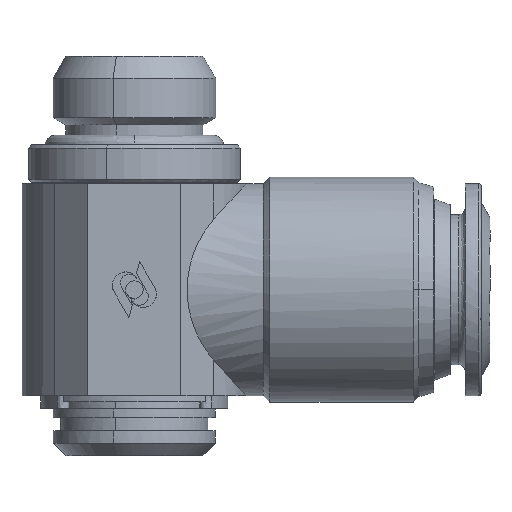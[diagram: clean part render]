
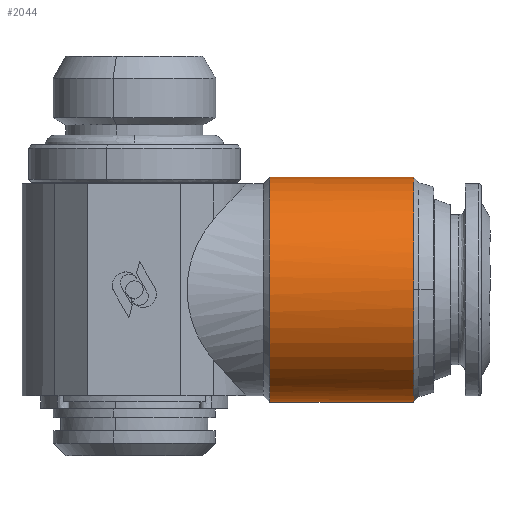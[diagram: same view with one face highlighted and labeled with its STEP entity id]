
A CAD part, front view. The second image highlights one B-rep face of the part: STEP entity #2044.
In plain terms, the highlighted free-form (B-spline) face has degree [1, 3] with [2, 4] control points.
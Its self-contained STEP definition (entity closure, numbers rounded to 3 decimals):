
#123 = CARTESIAN_POINT ( 'NONE',  ( -46.128, -15.103, -23. ) ) ;
#144 = CARTESIAN_POINT ( 'NONE',  ( -46.128, -24.103, -8.728 ) ) ;
#474 = CARTESIAN_POINT ( 'NONE',  ( -57.65, -33.103, -23. ) ) ;
#581 = CARTESIAN_POINT ( 'NONE',  ( -46.128, -33.103, -5. ) ) ;
#644 = CARTESIAN_POINT ( 'NONE',  ( -46.128, -15.103, -23. ) ) ;
#693 = CARTESIAN_POINT ( 'NONE',  ( -46.128, -15.103, -23. ) ) ;
#783 = ORIENTED_EDGE ( 'NONE', *, *, #2193, .T. ) ;
#904 =( BOUNDED_SURFACE ( )  B_SPLINE_SURFACE ( 1, 3, ( 
 ( #994, #6395, #474, #4245 ),
 ( #3773, #581, #3868, #3291 ) ),
 .UNSPECIFIED., .F., .F., .F. ) 
 B_SPLINE_SURFACE_WITH_KNOTS ( ( 2, 2 ),
 ( 4, 4 ),
 ( 0., 1. ),
 ( 0., 1. ),
 .UNSPECIFIED. ) 
 GEOMETRIC_REPRESENTATION_ITEM ( )  RATIONAL_B_SPLINE_SURFACE ( (
 ( 1., 0.333, 0.333, 1.),
 ( 1., 0.333, 0.333, 1.) ) ) 
 REPRESENTATION_ITEM ( '' )  SURFACE ( )  );
#994 = CARTESIAN_POINT ( 'NONE',  ( -57.65, -15.103, -5. ) ) ;
#1121 = EDGE_CURVE ( 'NONE', #1939, #4804, #4335, .T. ) ;
#1160 = ORIENTED_EDGE ( 'NONE', *, *, #2181, .F. ) ;
#1439 = ORIENTED_EDGE ( 'NONE', *, *, #6830, .T. ) ;
#1512 = FACE_OUTER_BOUND ( 'NONE', #2380, .T. ) ;
#1726 = CARTESIAN_POINT ( 'NONE',  ( -46.128, -20.375, -5. ) ) ;
#1925 =( BOUNDED_CURVE ( )  B_SPLINE_CURVE ( 3, ( #3909, #1726, #144, #5567 ),
 .UNSPECIFIED., .F., .F. ) 
 B_SPLINE_CURVE_WITH_KNOTS ( ( 4, 4 ),
 ( -1.571, 0. ),
 .UNSPECIFIED. ) 
 CURVE ( )  GEOMETRIC_REPRESENTATION_ITEM ( )  RATIONAL_B_SPLINE_CURVE ( ( 1., 0.805, 0.805, 1. ) ) 
 REPRESENTATION_ITEM ( '' )  );
#1939 = VERTEX_POINT ( 'NONE', #6310 ) ;
#1982 = CARTESIAN_POINT ( 'NONE',  ( -46.128, -15.103, -5. ) ) ;
#1984 = B_SPLINE_CURVE_WITH_KNOTS ( 'NONE', 1,
 ( #3888, #644 ),
 .UNSPECIFIED., .F., .F.,
 ( 2, 2 ),
 ( -1., 0. ),
 .UNSPECIFIED. ) ;
#2044 = ADVANCED_FACE ( 'NONE', ( #1512 ), #904, .F. ) ;
#2061 = VERTEX_POINT ( 'NONE', #3222 ) ;
#2181 = EDGE_CURVE ( 'NONE', #2061, #5024, #1925, .T. ) ;
#2193 = EDGE_CURVE ( 'NONE', #4804, #4439, #1984, .T. ) ;
#2380 = EDGE_LOOP ( 'NONE', ( #6282, #783, #4970, #1160, #1439 ) ) ;
#2974 = CARTESIAN_POINT ( 'NONE',  ( -57.65, -33.103, -5. ) ) ;
#3222 = CARTESIAN_POINT ( 'NONE',  ( -46.128, -15.103, -5. ) ) ;
#3291 = CARTESIAN_POINT ( 'NONE',  ( -46.128, -15.103, -23. ) ) ;
#3323 = CARTESIAN_POINT ( 'NONE',  ( -46.128, -20.375, -23. ) ) ;
#3656 =( BOUNDED_CURVE ( )  B_SPLINE_CURVE ( 3, ( #6083, #3895, #3323, #123 ),
 .UNSPECIFIED., .F., .F. ) 
 B_SPLINE_CURVE_WITH_KNOTS ( ( 4, 4 ),
 ( -1.571, 0. ),
 .UNSPECIFIED. ) 
 CURVE ( )  GEOMETRIC_REPRESENTATION_ITEM ( )  RATIONAL_B_SPLINE_CURVE ( ( 1., 0.805, 0.805, 1. ) ) 
 REPRESENTATION_ITEM ( '' )  );
#3773 = CARTESIAN_POINT ( 'NONE',  ( -46.128, -15.103, -5. ) ) ;
#3868 = CARTESIAN_POINT ( 'NONE',  ( -46.128, -33.103, -23. ) ) ;
#3888 = CARTESIAN_POINT ( 'NONE',  ( -57.65, -15.103, -23. ) ) ;
#3895 = CARTESIAN_POINT ( 'NONE',  ( -46.128, -24.103, -19.272 ) ) ;
#3909 = CARTESIAN_POINT ( 'NONE',  ( -46.128, -15.103, -5. ) ) ;
#4245 = CARTESIAN_POINT ( 'NONE',  ( -57.65, -15.103, -23. ) ) ;
#4335 =( BOUNDED_CURVE ( )  B_SPLINE_CURVE ( 3, ( #5751, #2974, #6194, #6741 ),
 .UNSPECIFIED., .F., .F. ) 
 B_SPLINE_CURVE_WITH_KNOTS ( ( 4, 4 ),
 ( -3.142, 0. ),
 .UNSPECIFIED. ) 
 CURVE ( )  GEOMETRIC_REPRESENTATION_ITEM ( )  RATIONAL_B_SPLINE_CURVE ( ( 1., 0.333, 0.333, 1. ) ) 
 REPRESENTATION_ITEM ( '' )  );
#4439 = VERTEX_POINT ( 'NONE', #693 ) ;
#4652 = CARTESIAN_POINT ( 'NONE',  ( -57.65, -15.103, -23. ) ) ;
#4804 = VERTEX_POINT ( 'NONE', #4652 ) ;
#4970 = ORIENTED_EDGE ( 'NONE', *, *, #5548, .F. ) ;
#5024 = VERTEX_POINT ( 'NONE', #5450 ) ;
#5450 = CARTESIAN_POINT ( 'NONE',  ( -46.128, -24.103, -14. ) ) ;
#5548 = EDGE_CURVE ( 'NONE', #5024, #4439, #3656, .T. ) ;
#5567 = CARTESIAN_POINT ( 'NONE',  ( -46.128, -24.103, -14. ) ) ;
#5751 = CARTESIAN_POINT ( 'NONE',  ( -57.65, -15.103, -5. ) ) ;
#6083 = CARTESIAN_POINT ( 'NONE',  ( -46.128, -24.103, -14. ) ) ;
#6194 = CARTESIAN_POINT ( 'NONE',  ( -57.65, -33.103, -23. ) ) ;
#6282 = ORIENTED_EDGE ( 'NONE', *, *, #1121, .T. ) ;
#6299 = CARTESIAN_POINT ( 'NONE',  ( -57.65, -15.103, -5. ) ) ;
#6310 = CARTESIAN_POINT ( 'NONE',  ( -57.65, -15.103, -5. ) ) ;
#6312 = B_SPLINE_CURVE_WITH_KNOTS ( 'NONE', 1,
 ( #1982, #6299 ),
 .UNSPECIFIED., .F., .F.,
 ( 2, 2 ),
 ( -1., 0. ),
 .UNSPECIFIED. ) ;
#6395 = CARTESIAN_POINT ( 'NONE',  ( -57.65, -33.103, -5. ) ) ;
#6741 = CARTESIAN_POINT ( 'NONE',  ( -57.65, -15.103, -23. ) ) ;
#6830 = EDGE_CURVE ( 'NONE', #2061, #1939, #6312, .T. ) ;
